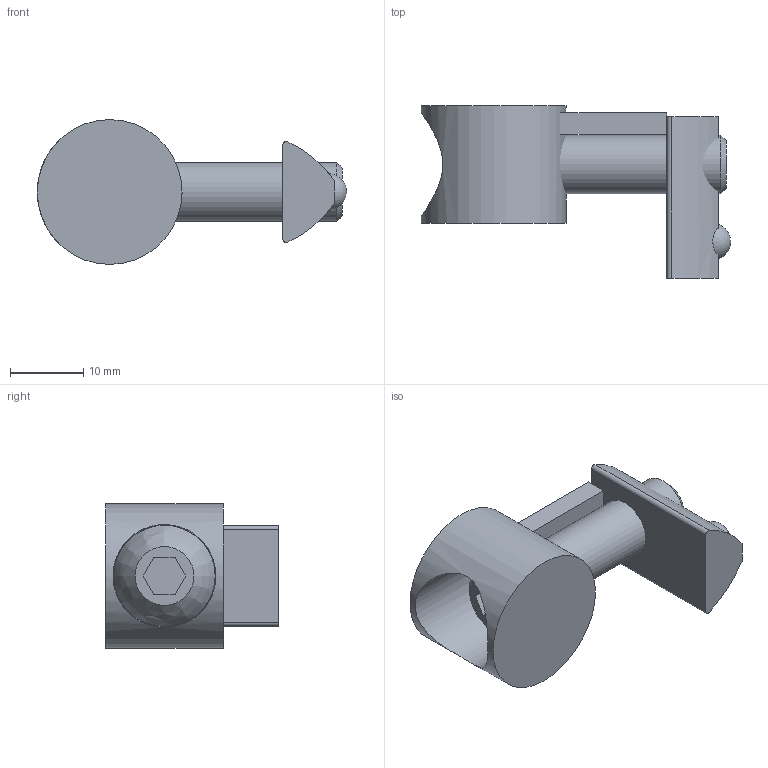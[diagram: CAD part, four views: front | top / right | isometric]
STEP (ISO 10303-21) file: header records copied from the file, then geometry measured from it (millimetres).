
FILE_DESCRIPTION( ( 'STEP AP214' ), '1' );
FILE_NAME( 'K1032.08.stp', '2020-12-10T09:20:01', ( '' ), ( '' ), ' ', 'PARTsolutions', ' ' );
FILE_SCHEMA( ( 'AUTOMOTIVE_DESIGN { 1 0 10303 214 1 1 1 1 }' ) );
Length unit declared in the file: millimetre
Products named in the file (4): K1032.08; _K1032_zubehoer11.5; _K1032_zubehoer30; _K1023.0808
Assembly tree (3 placements, depth 2):
  K1032.08
    _K1032_zubehoer11.5
    _K1032_zubehoer30
    _K1023.0808
Bounding box: 42.1 x 23.5 x 19.7 mm (x, y, z)
Volume: 6323.3 mm3; surface area: 4576.1 mm2
Topology: 3 solids, 3 shells, 40 faces, 94 edges, 62 vertices
Faces by surface type: plane 24, cylinder 10, cone 4, bspline 1, sphere 1
Full cylindrical faces by diameter (mm): 6.647 x1, 7.2 x1, 8 x1, 13.8 x1, 14 x1, 19.7 x1
Entity records: 1711 total; most frequent: CARTESIAN_POINT 452, DIRECTION 184, ORIENTED_EDGE 160, EDGE_CURVE 80, AXIS2_PLACEMENT_3D 71, VERTEX_POINT 59, EDGE_LOOP 56, FACE_OUTER_BOUND 47
